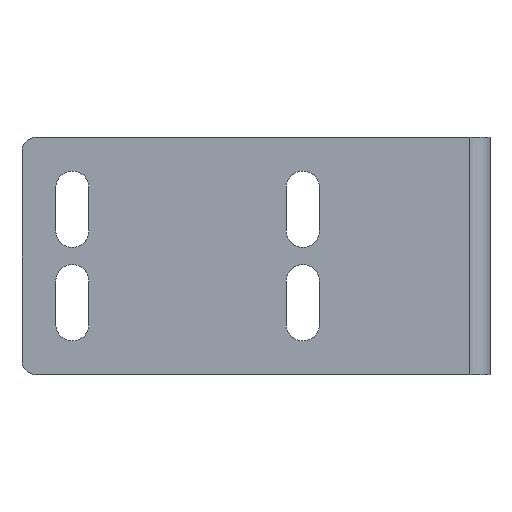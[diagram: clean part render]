
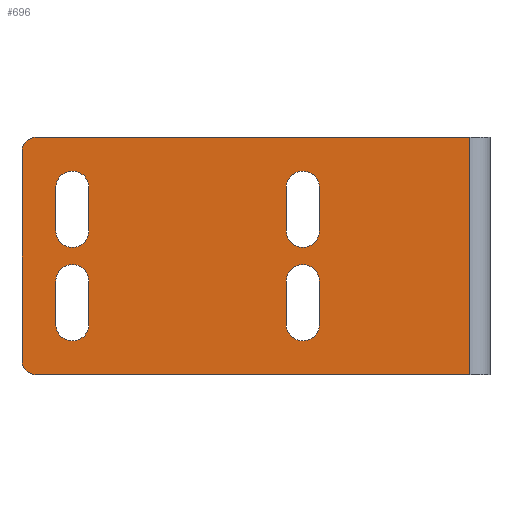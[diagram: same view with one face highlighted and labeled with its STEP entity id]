
A CAD part, left-side view. The second image highlights one B-rep face of the part: STEP entity #696.
In plain terms, the highlighted planar face has unit normal (-1, 0, 0).
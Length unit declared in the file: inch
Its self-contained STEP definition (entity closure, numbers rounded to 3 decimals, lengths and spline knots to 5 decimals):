
#1=DIRECTION('',(0.,0.,-1.));
#2=VECTOR('',#1,0.57087);
#3=CARTESIAN_POINT('',(0.,1.27953,-0.03937));
#4=LINE('',#3,#2);
#5=DIRECTION('',(0.,0.,1.));
#6=VECTOR('',#5,0.11811);
#7=CARTESIAN_POINT('',(0.,1.18701,-0.25591));
#8=LINE('',#7,#6);
#9=CARTESIAN_POINT('',(0.,1.14173,-0.25591));
#10=DIRECTION('',(1.,0.,0.));
#11=DIRECTION('',(0.,-1.,0.));
#12=AXIS2_PLACEMENT_3D('',#9,#10,#11);
#14=DIRECTION('',(0.,0.,-1.));
#15=VECTOR('',#14,0.11811);
#16=CARTESIAN_POINT('',(0.,1.09646,-0.1378));
#17=LINE('',#16,#15);
#18=CARTESIAN_POINT('',(0.,1.14173,-0.1378));
#19=DIRECTION('',(1.,0.,0.));
#20=DIRECTION('',(0.,1.,0.));
#21=AXIS2_PLACEMENT_3D('',#18,#19,#20);
#23=CARTESIAN_POINT('',(0.,1.14173,-0.3937));
#24=DIRECTION('',(1.,0.,0.));
#25=DIRECTION('',(0.,1.,0.));
#26=AXIS2_PLACEMENT_3D('',#23,#24,#25);
#28=DIRECTION('',(0.,0.,1.));
#29=VECTOR('',#28,0.11811);
#30=CARTESIAN_POINT('',(0.,1.18701,-0.51181));
#31=LINE('',#30,#29);
#32=CARTESIAN_POINT('',(0.,1.14173,-0.51181));
#33=DIRECTION('',(1.,0.,0.));
#34=DIRECTION('',(0.,-1.,0.));
#35=AXIS2_PLACEMENT_3D('',#32,#33,#34);
#37=DIRECTION('',(0.,0.,-1.));
#38=VECTOR('',#37,0.11811);
#39=CARTESIAN_POINT('',(0.,1.09646,-0.3937));
#40=LINE('',#39,#38);
#41=DIRECTION('',(0.,0.,1.));
#42=VECTOR('',#41,0.11811);
#43=CARTESIAN_POINT('',(0.,0.55709,-0.51181));
#44=LINE('',#43,#42);
#45=CARTESIAN_POINT('',(0.,0.51181,-0.51181));
#46=DIRECTION('',(1.,0.,0.));
#47=DIRECTION('',(0.,-1.,0.));
#48=AXIS2_PLACEMENT_3D('',#45,#46,#47);
#50=DIRECTION('',(0.,0.,-1.));
#51=VECTOR('',#50,0.11811);
#52=CARTESIAN_POINT('',(0.,0.46654,-0.3937));
#53=LINE('',#52,#51);
#54=CARTESIAN_POINT('',(0.,0.51181,-0.3937));
#55=DIRECTION('',(1.,0.,0.));
#56=DIRECTION('',(0.,1.,0.));
#57=AXIS2_PLACEMENT_3D('',#54,#55,#56);
#59=DIRECTION('',(0.,0.,1.));
#60=VECTOR('',#59,0.11811);
#61=CARTESIAN_POINT('',(0.,0.55709,-0.25591));
#62=LINE('',#61,#60);
#63=CARTESIAN_POINT('',(0.,0.51181,-0.25591));
#64=DIRECTION('',(1.,0.,0.));
#65=DIRECTION('',(0.,-1.,0.));
#66=AXIS2_PLACEMENT_3D('',#63,#64,#65);
#68=DIRECTION('',(0.,0.,-1.));
#69=VECTOR('',#68,0.11811);
#70=CARTESIAN_POINT('',(0.,0.46654,-0.1378));
#71=LINE('',#70,#69);
#72=CARTESIAN_POINT('',(0.,0.51181,-0.1378));
#73=DIRECTION('',(1.,0.,0.));
#74=DIRECTION('',(0.,1.,0.));
#75=AXIS2_PLACEMENT_3D('',#72,#73,#74);
#81=CARTESIAN_POINT('',(0.,1.24016,-0.61024));
#82=DIRECTION('',(-1.,0.,0.));
#83=DIRECTION('',(0.,1.,0.));
#84=AXIS2_PLACEMENT_3D('',#81,#82,#83);
#171=DIRECTION('',(0.,-1.,0.));
#172=VECTOR('',#171,1.18504);
#173=CARTESIAN_POINT('',(0.,1.24016,-0.64961));
#174=LINE('',#173,#172);
#197=DIRECTION('',(0.,0.,-1.));
#198=VECTOR('',#197,0.64961);
#199=CARTESIAN_POINT('',(0.,0.05512,0.));
#200=LINE('',#199,#198);
#219=DIRECTION('',(0.,-1.,0.));
#220=VECTOR('',#219,1.18504);
#221=CARTESIAN_POINT('',(0.,1.24016,0.));
#222=LINE('',#221,#220);
#227=CARTESIAN_POINT('',(0.,1.24016,-0.03937));
#228=DIRECTION('',(-1.,0.,0.));
#229=DIRECTION('',(0.,0.,1.));
#230=AXIS2_PLACEMENT_3D('',#227,#228,#229);
#493=CARTESIAN_POINT('',(0.,0.05512,0.));
#495=VERTEX_POINT('',#493);
#497=CARTESIAN_POINT('',(0.,0.05512,-0.64961));
#499=VERTEX_POINT('',#497);
#526=CARTESIAN_POINT('',(0.,1.27953,-0.61024));
#528=VERTEX_POINT('',#526);
#529=CARTESIAN_POINT('',(0.,1.24016,-0.64961));
#530=VERTEX_POINT('',#529);
#534=CARTESIAN_POINT('',(0.,1.24016,0.));
#536=VERTEX_POINT('',#534);
#537=CARTESIAN_POINT('',(0.,1.27953,-0.03937));
#538=VERTEX_POINT('',#537);
#541=CARTESIAN_POINT('',(0.,1.18701,-0.25591));
#542=CARTESIAN_POINT('',(0.,1.18701,-0.1378));
#543=VERTEX_POINT('',#541);
#544=VERTEX_POINT('',#542);
#545=CARTESIAN_POINT('',(0.,1.09646,-0.1378));
#546=VERTEX_POINT('',#545);
#547=CARTESIAN_POINT('',(0.,1.09646,-0.25591));
#548=VERTEX_POINT('',#547);
#549=CARTESIAN_POINT('',(0.,1.18701,-0.3937));
#550=CARTESIAN_POINT('',(0.,1.09646,-0.3937));
#551=VERTEX_POINT('',#549);
#552=VERTEX_POINT('',#550);
#553=CARTESIAN_POINT('',(0.,1.09646,-0.51181));
#554=VERTEX_POINT('',#553);
#555=CARTESIAN_POINT('',(0.,1.18701,-0.51181));
#556=VERTEX_POINT('',#555);
#557=CARTESIAN_POINT('',(0.,0.55709,-0.51181));
#558=CARTESIAN_POINT('',(0.,0.55709,-0.3937));
#559=VERTEX_POINT('',#557);
#560=VERTEX_POINT('',#558);
#561=CARTESIAN_POINT('',(0.,0.46654,-0.3937));
#562=VERTEX_POINT('',#561);
#563=CARTESIAN_POINT('',(0.,0.46654,-0.51181));
#564=VERTEX_POINT('',#563);
#565=CARTESIAN_POINT('',(0.,0.55709,-0.25591));
#566=CARTESIAN_POINT('',(0.,0.55709,-0.1378));
#567=VERTEX_POINT('',#565);
#568=VERTEX_POINT('',#566);
#569=CARTESIAN_POINT('',(0.,0.46654,-0.1378));
#570=VERTEX_POINT('',#569);
#571=CARTESIAN_POINT('',(0.,0.46654,-0.25591));
#572=VERTEX_POINT('',#571);
#637=CARTESIAN_POINT('',(0.,1.27953,0.));
#638=DIRECTION('',(-1.,0.,0.));
#639=DIRECTION('',(0.,-1.,0.));
#640=AXIS2_PLACEMENT_3D('',#637,#638,#639);
#641=PLANE('',#640);
#643=ORIENTED_EDGE('',*,*,#642,.F.);
#645=ORIENTED_EDGE('',*,*,#644,.F.);
#647=ORIENTED_EDGE('',*,*,#646,.F.);
#649=ORIENTED_EDGE('',*,*,#648,.T.);
#651=ORIENTED_EDGE('',*,*,#650,.T.);
#653=ORIENTED_EDGE('',*,*,#652,.F.);
#654=EDGE_LOOP('',(#643,#645,#647,#649,#651,#653));
#655=FACE_OUTER_BOUND('',#654,.F.);
#657=ORIENTED_EDGE('',*,*,#656,.F.);
#659=ORIENTED_EDGE('',*,*,#658,.F.);
#661=ORIENTED_EDGE('',*,*,#660,.F.);
#663=ORIENTED_EDGE('',*,*,#662,.F.);
#664=EDGE_LOOP('',(#657,#659,#661,#663));
#665=FACE_BOUND('',#664,.F.);
#667=ORIENTED_EDGE('',*,*,#666,.F.);
#669=ORIENTED_EDGE('',*,*,#668,.F.);
#671=ORIENTED_EDGE('',*,*,#670,.F.);
#673=ORIENTED_EDGE('',*,*,#672,.F.);
#674=EDGE_LOOP('',(#667,#669,#671,#673));
#675=FACE_BOUND('',#674,.F.);
#677=ORIENTED_EDGE('',*,*,#676,.F.);
#679=ORIENTED_EDGE('',*,*,#678,.F.);
#681=ORIENTED_EDGE('',*,*,#680,.F.);
#683=ORIENTED_EDGE('',*,*,#682,.F.);
#684=EDGE_LOOP('',(#677,#679,#681,#683));
#685=FACE_BOUND('',#684,.F.);
#687=ORIENTED_EDGE('',*,*,#686,.F.);
#689=ORIENTED_EDGE('',*,*,#688,.F.);
#691=ORIENTED_EDGE('',*,*,#690,.F.);
#693=ORIENTED_EDGE('',*,*,#692,.F.);
#694=EDGE_LOOP('',(#687,#689,#691,#693));
#695=FACE_BOUND('',#694,.F.);
#696=ADVANCED_FACE('',(#655,#665,#675,#685,#695),#641,.T.);
#13=CIRCLE('',#12,0.04528);
#22=CIRCLE('',#21,0.04528);
#27=CIRCLE('',#26,0.04528);
#36=CIRCLE('',#35,0.04528);
#49=CIRCLE('',#48,0.04528);
#58=CIRCLE('',#57,0.04528);
#67=CIRCLE('',#66,0.04528);
#76=CIRCLE('',#75,0.04528);
#85=CIRCLE('',#84,0.03937);
#231=CIRCLE('',#230,0.03937);
#642=EDGE_CURVE('',#528,#530,#85,.T.);
#644=EDGE_CURVE('',#538,#528,#4,.T.);
#646=EDGE_CURVE('',#536,#538,#231,.T.);
#648=EDGE_CURVE('',#536,#495,#222,.T.);
#650=EDGE_CURVE('',#495,#499,#200,.T.);
#652=EDGE_CURVE('',#530,#499,#174,.T.);
#656=EDGE_CURVE('',#543,#544,#8,.T.);
#658=EDGE_CURVE('',#548,#543,#13,.T.);
#660=EDGE_CURVE('',#546,#548,#17,.T.);
#662=EDGE_CURVE('',#544,#546,#22,.T.);
#666=EDGE_CURVE('',#551,#552,#27,.T.);
#668=EDGE_CURVE('',#556,#551,#31,.T.);
#670=EDGE_CURVE('',#554,#556,#36,.T.);
#672=EDGE_CURVE('',#552,#554,#40,.T.);
#676=EDGE_CURVE('',#559,#560,#44,.T.);
#678=EDGE_CURVE('',#564,#559,#49,.T.);
#680=EDGE_CURVE('',#562,#564,#53,.T.);
#682=EDGE_CURVE('',#560,#562,#58,.T.);
#686=EDGE_CURVE('',#567,#568,#62,.T.);
#688=EDGE_CURVE('',#572,#567,#67,.T.);
#690=EDGE_CURVE('',#570,#572,#71,.T.);
#692=EDGE_CURVE('',#568,#570,#76,.T.);
